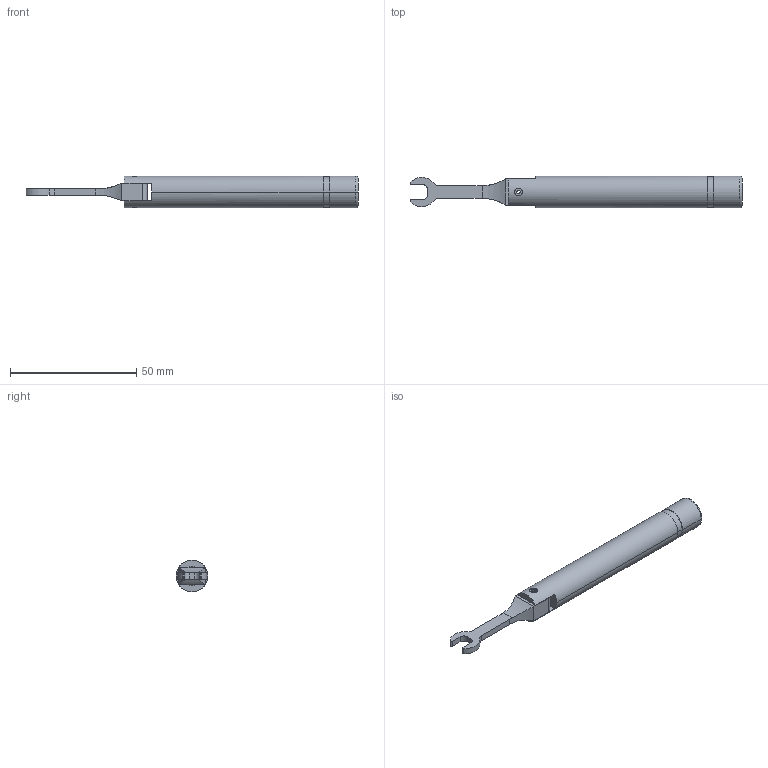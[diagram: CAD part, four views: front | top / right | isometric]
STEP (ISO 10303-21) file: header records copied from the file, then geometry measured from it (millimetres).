
FILE_DESCRIPTION (( 'STEP AP214' ), '1' );
FILE_NAME ('ST-1MM-1564-BO4_3D.step', '2025-02-04T00:40:23', ( '' ), ( '' ), 'SwSTEP 2.0', 'SolidWorks 2022', '' );
FILE_SCHEMA (( 'AUTOMOTIVE_DESIGN' ));
Length unit declared in the file: inch
Products named in the file (5): ST-1MM-1564-BO4_3D; ST-1MM-1564-BO4 (ANO-TW-062 REV C)^ST-1MM-1564-BO4; ____12.5^ST-1MM-1564-BO4 (ANO-TW-062 REV C)_ST-1MM-1564-BO4; 6 __^ST-1MM-1564-BO4 (ANO-TW-062 REV C)_ST-1MM-1564-BO4; ____^ST-1MM-1564-BO4 (ANO-TW-062 REV C)_ST-1MM-1564-BO4
Assembly tree (4 placements, depth 3):
  ST-1MM-1564-BO4_3D
    ST-1MM-1564-BO4 (ANO-TW-062 REV C)^ST-1MM-1564-BO4
      ____12.5^ST-1MM-1564-BO4 (ANO-TW-062 REV C)_ST-1MM-1564-BO4
      6 __^ST-1MM-1564-BO4 (ANO-TW-062 REV C)_ST-1MM-1564-BO4
      ____^ST-1MM-1564-BO4 (ANO-TW-062 REV C)_ST-1MM-1564-BO4
Bounding box: 131.47 x 12.5 x 12.52 mm (x, y, z)
Volume: 11587.8 mm3; surface area: 5396.7 mm2
Topology: 3 solids, 3 shells, 66 faces, 175 edges, 116 vertices
Faces by surface type: cylinder 40, plane 24, torus 2
Entity records: 2501 total; most frequent: CARTESIAN_POINT 597, DIRECTION 387, ORIENTED_EDGE 350, EDGE_CURVE 175, AXIS2_PLACEMENT_3D 154, VERTEX_POINT 116, CIRCLE 80, LINE 79
